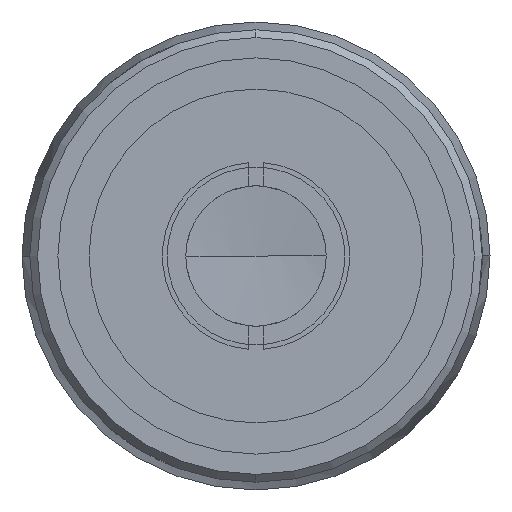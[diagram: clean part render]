
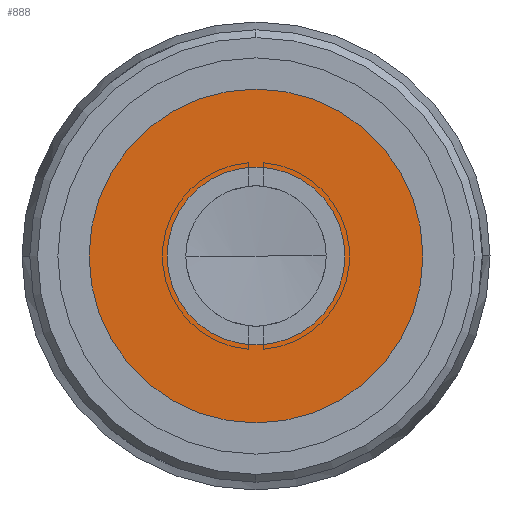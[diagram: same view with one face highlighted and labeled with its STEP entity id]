
A CAD part, front view. The second image highlights one B-rep face of the part: STEP entity #888.
In plain terms, the highlighted planar face has unit normal (0, -1, 0).
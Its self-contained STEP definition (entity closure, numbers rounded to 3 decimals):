
#172 = CARTESIAN_POINT ( 'NONE',  ( 0., -96.31, 0. ) ) ;
#177 = CIRCLE ( 'NONE', #2014, 5.7 ) ;
#350 = VERTEX_POINT ( 'NONE', #1343 ) ;
#370 = CIRCLE ( 'NONE', #2489, 11.5 ) ;
#382 = DIRECTION ( 'NONE',  ( 0., 0., 1. ) ) ;
#407 = ORIENTED_EDGE ( 'NONE', *, *, #1658, .T. ) ;
#497 = DIRECTION ( 'NONE',  ( 0., 1., 0. ) ) ;
#551 = CARTESIAN_POINT ( 'NONE',  ( 0., -96.31, 5.7 ) ) ;
#561 = PLANE ( 'NONE',  #2176 ) ;
#673 = CARTESIAN_POINT ( 'NONE',  ( 0., -96.31, 11.5 ) ) ;
#792 = ORIENTED_EDGE ( 'NONE', *, *, #2331, .T. ) ;
#823 = DIRECTION ( 'NONE',  ( 0., 1., 0. ) ) ;
#888 = ADVANCED_FACE ( 'NONE', ( #1523, #1594 ), #561, .T. ) ;
#913 = EDGE_CURVE ( 'NONE', #2792, #1419, #370, .T. ) ;
#931 = DIRECTION ( 'NONE',  ( 0., 1., 0. ) ) ;
#937 = ORIENTED_EDGE ( 'NONE', *, *, #2123, .F. ) ;
#1105 = CIRCLE ( 'NONE', #2795, 11.5 ) ;
#1219 = DIRECTION ( 'NONE',  ( 0., 0., -1. ) ) ;
#1343 = CARTESIAN_POINT ( 'NONE',  ( 0., -96.31, -5.7 ) ) ;
#1419 = VERTEX_POINT ( 'NONE', #673 ) ;
#1429 = CARTESIAN_POINT ( 'NONE',  ( -11.5, -96.31, 0. ) ) ;
#1501 = VERTEX_POINT ( 'NONE', #551 ) ;
#1523 = FACE_BOUND ( 'NONE', #2599, .T. ) ;
#1594 = FACE_OUTER_BOUND ( 'NONE', #1742, .T. ) ;
#1653 = CIRCLE ( 'NONE', #2143, 5.7 ) ;
#1658 = EDGE_CURVE ( 'NONE', #350, #1501, #177, .T. ) ;
#1681 = ORIENTED_EDGE ( 'NONE', *, *, #913, .F. ) ;
#1690 = DIRECTION ( 'NONE',  ( 0., 1., 0. ) ) ;
#1724 = CARTESIAN_POINT ( 'NONE',  ( 0., -96.31, -11.5 ) ) ;
#1742 = EDGE_LOOP ( 'NONE', ( #937, #1681 ) ) ;
#1814 = CARTESIAN_POINT ( 'NONE',  ( 0., -96.31, 0. ) ) ;
#2014 = AXIS2_PLACEMENT_3D ( 'NONE', #2144, #823, #2379 ) ;
#2037 = DIRECTION ( 'NONE',  ( 0., 0., 1. ) ) ;
#2123 = EDGE_CURVE ( 'NONE', #1419, #2792, #1105, .T. ) ;
#2143 = AXIS2_PLACEMENT_3D ( 'NONE', #172, #1690, #382 ) ;
#2144 = CARTESIAN_POINT ( 'NONE',  ( 0., -96.31, 0. ) ) ;
#2176 = AXIS2_PLACEMENT_3D ( 'NONE', #1429, #2550, #1219 ) ;
#2272 = CARTESIAN_POINT ( 'NONE',  ( 0., -96.31, 0. ) ) ;
#2331 = EDGE_CURVE ( 'NONE', #1501, #350, #1653, .T. ) ;
#2379 = DIRECTION ( 'NONE',  ( 0., 0., 1. ) ) ;
#2489 = AXIS2_PLACEMENT_3D ( 'NONE', #1814, #497, #2037 ) ;
#2500 = DIRECTION ( 'NONE',  ( 0., 0., 1. ) ) ;
#2550 = DIRECTION ( 'NONE',  ( 0., -1., 0. ) ) ;
#2599 = EDGE_LOOP ( 'NONE', ( #792, #407 ) ) ;
#2792 = VERTEX_POINT ( 'NONE', #1724 ) ;
#2795 = AXIS2_PLACEMENT_3D ( 'NONE', #2272, #931, #2500 ) ;
